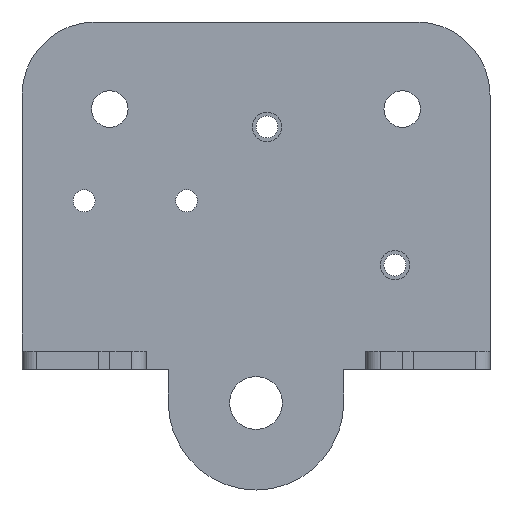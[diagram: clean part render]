
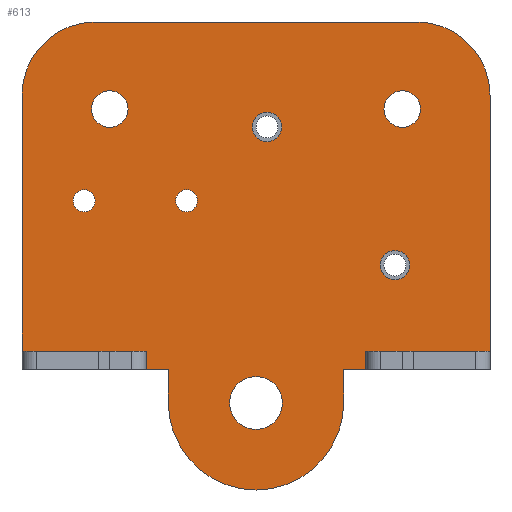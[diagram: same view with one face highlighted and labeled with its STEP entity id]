
A CAD part, front view. The second image highlights one B-rep face of the part: STEP entity #613.
In plain terms, the highlighted planar face has unit normal (0, -1, 0).
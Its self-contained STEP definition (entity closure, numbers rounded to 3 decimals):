
#32=CARTESIAN_POINT('',(450.642,310.338,184.561));
#33=VERTEX_POINT('',#32);
#42=CARTESIAN_POINT('',(448.142,310.338,184.561));
#43=DIRECTION('',(0.,-1.,0.));
#44=DIRECTION('',(1.,0.,0.));
#45=AXIS2_PLACEMENT_3D('',#42,#43,#44);
#46=CIRCLE('',#45,2.5);
#47=EDGE_CURVE('NONE',#33,#33,#46,.T.);
#65=CARTESIAN_POINT('',(410.642,310.338,184.561));
#66=VERTEX_POINT('',#65);
#75=CARTESIAN_POINT('',(408.142,310.338,184.561));
#76=DIRECTION('',(0.,-1.,0.));
#77=DIRECTION('',(1.,0.,0.));
#78=AXIS2_PLACEMENT_3D('',#75,#76,#77);
#79=CIRCLE('',#78,2.5);
#80=EDGE_CURVE('NONE',#66,#66,#79,.T.);
#166=CARTESIAN_POINT('',(403.142,310.338,172.011));
#167=VERTEX_POINT('',#166);
#182=CARTESIAN_POINT('',(404.642,310.338,172.011));
#183=DIRECTION('',(0.,-1.,0.));
#184=DIRECTION('',(-1.,-0.,-0.));
#185=AXIS2_PLACEMENT_3D('',#182,#183,#184);
#186=CIRCLE('',#185,1.5);
#187=EDGE_CURVE('NONE',#167,#167,#186,.T.);
#199=CARTESIAN_POINT('',(417.142,310.338,172.011));
#200=VERTEX_POINT('',#199);
#215=CARTESIAN_POINT('',(418.642,310.338,172.011));
#216=DIRECTION('',(0.,-1.,0.));
#217=DIRECTION('',(-1.,-0.,-0.));
#218=AXIS2_PLACEMENT_3D('',#215,#216,#217);
#219=CIRCLE('',#218,1.5);
#220=EDGE_CURVE('NONE',#200,#200,#219,.T.);
#232=CARTESIAN_POINT('',(424.542,310.338,144.361));
#233=VERTEX_POINT('',#232);
#248=CARTESIAN_POINT('',(428.142,310.338,144.361));
#249=DIRECTION('',(0.,-1.,0.));
#250=DIRECTION('',(-1.,-0.,-0.));
#251=AXIS2_PLACEMENT_3D('',#248,#249,#250);
#252=CIRCLE('',#251,3.6);
#253=EDGE_CURVE('NONE',#233,#233,#252,.T.);
#265=CARTESIAN_POINT('',(431.642,310.338,182.111));
#266=VERTEX_POINT('',#265);
#273=CARTESIAN_POINT('',(429.642,310.338,182.111));
#274=DIRECTION('',(0.,-1.,0.));
#275=DIRECTION('',(1.,0.,0.));
#276=AXIS2_PLACEMENT_3D('',#273,#274,#275);
#277=CIRCLE('',#276,2.);
#278=EDGE_CURVE('NONE',#266,#266,#277,.T.);
#298=CARTESIAN_POINT('',(449.142,310.338,163.211));
#299=VERTEX_POINT('',#298);
#306=CARTESIAN_POINT('',(447.142,310.338,163.211));
#307=DIRECTION('',(0.,-1.,0.));
#308=DIRECTION('',(1.,0.,0.));
#309=AXIS2_PLACEMENT_3D('',#306,#307,#308);
#310=CIRCLE('',#309,2.);
#311=EDGE_CURVE('NONE',#299,#299,#310,.T.);
#470=CARTESIAN_POINT('',(428.142,310.338,144.461));
#471=DIRECTION('',(0.,-1.,0.));
#472=DIRECTION('',(1.,0.,0.));
#473=AXIS2_PLACEMENT_3D('',#470,#471,#472);
#474=PLANE('',#473);
#475=ORIENTED_EDGE('',*,*,#47,.F.);
#476=EDGE_LOOP('',(#475));
#477=FACE_BOUND('',#476,.T.);
#478=ORIENTED_EDGE('',*,*,#80,.F.);
#479=EDGE_LOOP('',(#478));
#480=FACE_BOUND('',#479,.T.);
#481=ORIENTED_EDGE('',*,*,#187,.F.);
#482=EDGE_LOOP('',(#481));
#483=FACE_BOUND('',#482,.T.);
#484=ORIENTED_EDGE('',*,*,#220,.F.);
#485=EDGE_LOOP('',(#484));
#486=FACE_BOUND('',#485,.T.);
#487=ORIENTED_EDGE('',*,*,#253,.F.);
#488=EDGE_LOOP('',(#487));
#489=FACE_BOUND('',#488,.T.);
#490=ORIENTED_EDGE('',*,*,#278,.F.);
#491=EDGE_LOOP('',(#490));
#492=FACE_BOUND('',#491,.T.);
#493=ORIENTED_EDGE('',*,*,#311,.F.);
#494=EDGE_LOOP('',(#493));
#495=FACE_BOUND('',#494,.T.);
#496=CARTESIAN_POINT('',(450.142,310.338,196.461));
#497=VERTEX_POINT('',#496);
#498=CARTESIAN_POINT('',(406.142,310.338,196.461));
#499=VERTEX_POINT('',#498);
#500=CARTESIAN_POINT('',(450.142,310.338,196.461));
#501=DIRECTION('',(-1.,-0.,-0.));
#502=VECTOR('',#501,44.);
#503=LINE('',#500,#502);
#504=EDGE_CURVE('NONE',#497,#499,#503,.T.);
#505=ORIENTED_EDGE('',*,*,#504,.T.);
#506=CARTESIAN_POINT('',(396.142,310.338,186.461));
#507=VERTEX_POINT('',#506);
#508=CARTESIAN_POINT('',(406.142,310.338,186.461));
#509=DIRECTION('',(0.,-1.,0.));
#510=DIRECTION('',(1.,0.,0.));
#511=AXIS2_PLACEMENT_3D('',#508,#509,#510);
#512=CIRCLE('',#511,10.);
#513=EDGE_CURVE('NONE',#499,#507,#512,.T.);
#514=ORIENTED_EDGE('',*,*,#513,.T.);
#515=CARTESIAN_POINT('',(396.142,310.338,151.461));
#516=VERTEX_POINT('',#515);
#517=CARTESIAN_POINT('',(396.142,310.338,151.461));
#518=DIRECTION('',(-0.,0.,1.));
#519=VECTOR('',#518,35.);
#520=LINE('',#517,#519);
#521=EDGE_CURVE('NONE',#516,#507,#520,.T.);
#522=ORIENTED_EDGE('',*,*,#521,.F.);
#523=CARTESIAN_POINT('',(413.142,310.338,151.461));
#524=VERTEX_POINT('',#523);
#525=CARTESIAN_POINT('',(413.142,310.338,151.461));
#526=DIRECTION('',(-1.,-0.,-0.));
#527=VECTOR('',#526,17.);
#528=LINE('',#525,#527);
#529=EDGE_CURVE('NONE',#524,#516,#528,.T.);
#530=ORIENTED_EDGE('',*,*,#529,.F.);
#531=CARTESIAN_POINT('',(413.142,310.338,148.961));
#532=VERTEX_POINT('',#531);
#533=CARTESIAN_POINT('',(413.142,310.338,148.961));
#534=DIRECTION('',(-0.,0.,1.));
#535=VECTOR('',#534,2.5);
#536=LINE('',#533,#535);
#537=EDGE_CURVE('NONE',#532,#524,#536,.T.);
#538=ORIENTED_EDGE('',*,*,#537,.F.);
#539=CARTESIAN_POINT('',(416.142,310.338,148.961));
#540=VERTEX_POINT('',#539);
#541=CARTESIAN_POINT('',(413.142,310.338,148.961));
#542=DIRECTION('',(1.,0.,0.));
#543=VECTOR('',#542,3.);
#544=LINE('',#541,#543);
#545=EDGE_CURVE('NONE',#532,#540,#544,.T.);
#546=ORIENTED_EDGE('',*,*,#545,.T.);
#547=CARTESIAN_POINT('',(416.142,310.338,144.461));
#548=VERTEX_POINT('',#547);
#549=CARTESIAN_POINT('',(416.142,310.338,148.961));
#550=DIRECTION('',(0.,-0.,-1.));
#551=VECTOR('',#550,4.5);
#552=LINE('',#549,#551);
#553=EDGE_CURVE('NONE',#540,#548,#552,.T.);
#554=ORIENTED_EDGE('',*,*,#553,.T.);
#555=CARTESIAN_POINT('',(440.142,310.338,144.461));
#556=VERTEX_POINT('',#555);
#557=CARTESIAN_POINT('',(428.142,310.338,144.461));
#558=DIRECTION('',(0.,-1.,0.));
#559=DIRECTION('',(1.,0.,0.));
#560=AXIS2_PLACEMENT_3D('',#557,#558,#559);
#561=CIRCLE('',#560,12.);
#562=EDGE_CURVE('NONE',#548,#556,#561,.T.);
#563=ORIENTED_EDGE('',*,*,#562,.T.);
#564=CARTESIAN_POINT('',(440.142,310.338,148.961));
#565=VERTEX_POINT('',#564);
#566=CARTESIAN_POINT('',(440.142,310.338,144.461));
#567=DIRECTION('',(-0.,0.,1.));
#568=VECTOR('',#567,4.5);
#569=LINE('',#566,#568);
#570=EDGE_CURVE('NONE',#556,#565,#569,.T.);
#571=ORIENTED_EDGE('',*,*,#570,.T.);
#572=CARTESIAN_POINT('',(443.142,310.338,148.961));
#573=VERTEX_POINT('',#572);
#574=CARTESIAN_POINT('',(443.142,310.338,148.961));
#575=DIRECTION('',(-1.,-0.,-0.));
#576=VECTOR('',#575,3.);
#577=LINE('',#574,#576);
#578=EDGE_CURVE('NONE',#573,#565,#577,.T.);
#579=ORIENTED_EDGE('',*,*,#578,.F.);
#580=CARTESIAN_POINT('',(443.142,310.338,151.461));
#581=VERTEX_POINT('',#580);
#582=CARTESIAN_POINT('',(443.142,310.338,151.461));
#583=DIRECTION('',(0.,-0.,-1.));
#584=VECTOR('',#583,2.5);
#585=LINE('',#582,#584);
#586=EDGE_CURVE('NONE',#581,#573,#585,.T.);
#587=ORIENTED_EDGE('',*,*,#586,.F.);
#588=CARTESIAN_POINT('',(460.142,310.338,151.461));
#589=VERTEX_POINT('',#588);
#590=CARTESIAN_POINT('',(460.142,310.338,151.461));
#591=DIRECTION('',(-1.,-0.,-0.));
#592=VECTOR('',#591,17.);
#593=LINE('',#590,#592);
#594=EDGE_CURVE('NONE',#589,#581,#593,.T.);
#595=ORIENTED_EDGE('',*,*,#594,.F.);
#596=CARTESIAN_POINT('',(460.142,310.338,186.461));
#597=VERTEX_POINT('',#596);
#598=CARTESIAN_POINT('',(460.142,310.338,186.461));
#599=DIRECTION('',(0.,-0.,-1.));
#600=VECTOR('',#599,35.);
#601=LINE('',#598,#600);
#602=EDGE_CURVE('NONE',#597,#589,#601,.T.);
#603=ORIENTED_EDGE('',*,*,#602,.F.);
#604=CARTESIAN_POINT('',(450.142,310.338,186.461));
#605=DIRECTION('',(0.,-1.,0.));
#606=DIRECTION('',(-1.,-0.,-0.));
#607=AXIS2_PLACEMENT_3D('',#604,#605,#606);
#608=CIRCLE('',#607,10.);
#609=EDGE_CURVE('NONE',#597,#497,#608,.T.);
#610=ORIENTED_EDGE('',*,*,#609,.T.);
#611=EDGE_LOOP('',(#505,#514,#522,#530,#538,#546,#554,#563,#571,#579,#587,#595,#603,#610));
#612=FACE_BOUND('',#611,.T.);
#613=ADVANCED_FACE('NONE',(#477,#480,#483,#486,#489,#492,#495,#612),#474,.T.);
